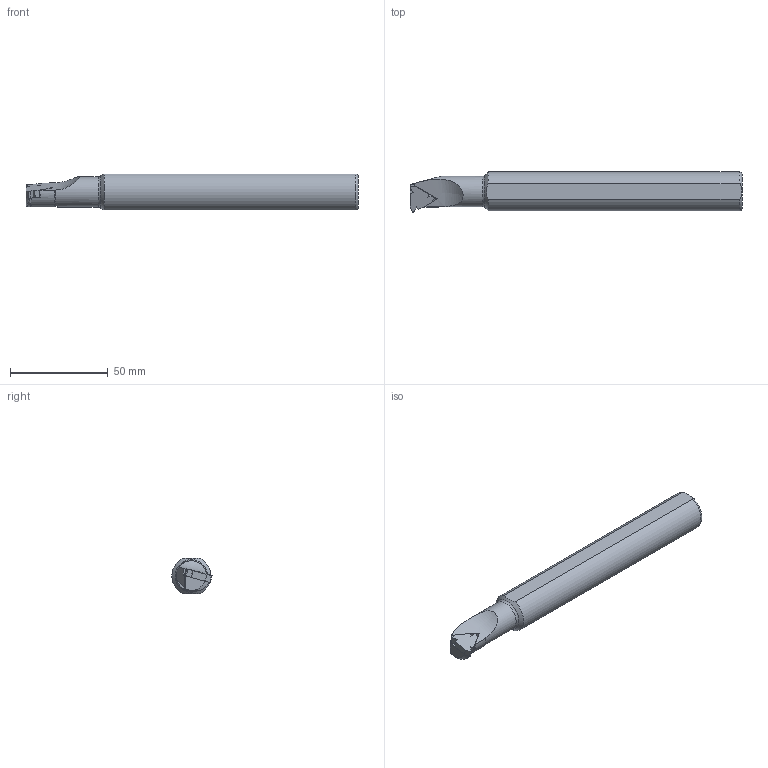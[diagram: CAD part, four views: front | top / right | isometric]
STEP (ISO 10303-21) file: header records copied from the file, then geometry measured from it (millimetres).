
FILE_DESCRIPTION(/* description */ (''),/* implementation_level */ '2;1');
FILE_NAME(/* name */ 'SIR-S20X16P-16.stp',/* time_stamp */ '2023-10-20T09:02:59+03:00',/* author */ (''),/* organization */ (''),/* preprocessor_version */ 'ST-DEVELOPER v19.4',/* originating_system */ 'SIEMENS PLM Software NX2306.3001',/* authorisation */ '');
FILE_SCHEMA (('AUTOMOTIVE_DESIGN { 1 0 10303 214 3 1 1 1 }'));
Length unit declared in the file: millimetre
Products named in the file (1): model1
Bounding box: 170 x 20.59 x 18.3 mm (x, y, z)
Volume: 45847.8 mm3; surface area: 10765 mm2
Topology: 2 solids, 2 shells, 43 faces, 115 edges, 76 vertices
Faces by surface type: plane 25, cylinder 11, revolution 2, cone 2, torus 2, bspline 1
Full cylindrical faces by diameter (mm): 15.5 x1
Entity records: 1984 total; most frequent: CARTESIAN_POINT 631, ORIENTED_EDGE 216, DIRECTION 197, EDGE_CURVE 108, VERTEX_POINT 73, AXIS2_PLACEMENT_3D 67, LINE 61, VECTOR 61
